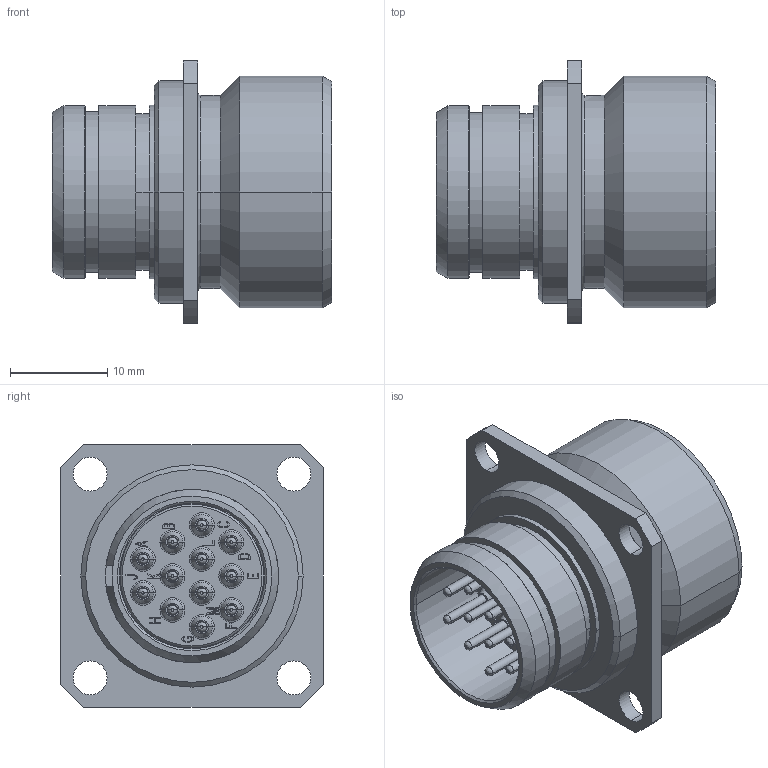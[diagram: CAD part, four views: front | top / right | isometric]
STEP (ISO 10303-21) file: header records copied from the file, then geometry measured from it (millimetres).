
FILE_DESCRIPTION((''),'2;1');
FILE_NAME('1332ER212MZ','2024-07-26T10:57:32',('paultorloting'),('NET AG system integration'),'CREO PARAMETRIC BY PTC INC, 2021404','CREO PARAMETRIC BY PTC INC, 2021404','');
FILE_SCHEMA(('AUTOMOTIVE_DESIGN { 1 0 10303 214 1 1 1 1 }'));
Length unit declared in the file: millimetre
Products named in the file (1): 1332ER212MZ
Bounding box: 28.8 x 27 x 27 mm (x, y, z)
Volume: 5523.4 mm3; surface area: 6769.8 mm2
Topology: 1 solids, 1 shells, 886 faces, 2199 edges, 1407 vertices
Faces by surface type: plane 447, cylinder 257, cone 95, torus 57, bspline 30
Entity records: 36088 total; most frequent: CARTESIAN_POINT 8374, DIRECTION 4543, ORIENTED_EDGE 4398, EDGE_CURVE 2199, AXIS2_PLACEMENT_3D 1609, VERTEX_POINT 1407, VECTOR 1322, LINE 1322
